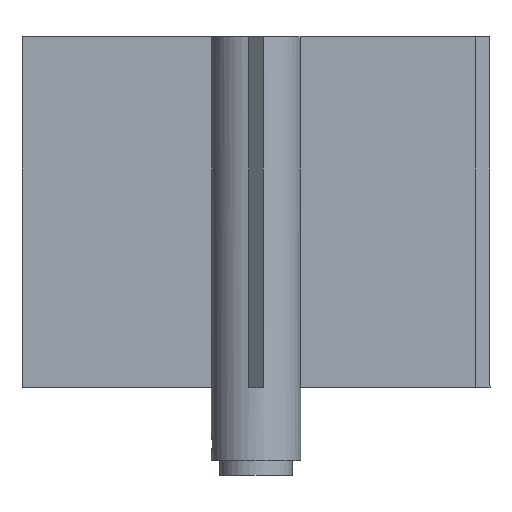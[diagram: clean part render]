
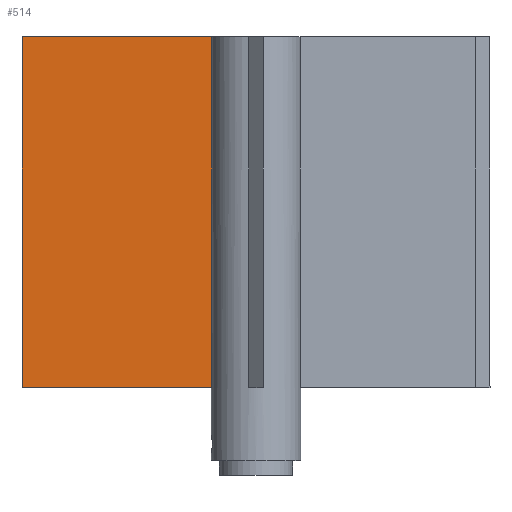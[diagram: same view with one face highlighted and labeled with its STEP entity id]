
A CAD part, left-side view. The second image highlights one B-rep face of the part: STEP entity #514.
In plain terms, the highlighted planar face has unit normal (-1, 0, 0).
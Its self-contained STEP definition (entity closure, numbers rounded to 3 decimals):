
#36=FACE_OUTER_BOUND('',#63,.T.);
#63=EDGE_LOOP('',(#345,#346,#347,#348));
#94=LINE('',#762,#144);
#97=LINE('',#768,#147);
#98=LINE('',#770,#148);
#99=LINE('',#771,#149);
#144=VECTOR('',#615,10.);
#147=VECTOR('',#620,10.);
#148=VECTOR('',#621,10.);
#149=VECTOR('',#622,10.);
#213=VERTEX_POINT('',#758);
#215=VERTEX_POINT('',#761);
#217=VERTEX_POINT('',#767);
#218=VERTEX_POINT('',#769);
#266=EDGE_CURVE('',#213,#215,#94,.T.);
#269=EDGE_CURVE('',#217,#213,#97,.T.);
#270=EDGE_CURVE('',#218,#217,#98,.T.);
#271=EDGE_CURVE('',#215,#218,#99,.T.);
#345=ORIENTED_EDGE('',*,*,#269,.F.);
#346=ORIENTED_EDGE('',*,*,#270,.F.);
#347=ORIENTED_EDGE('',*,*,#271,.F.);
#348=ORIENTED_EDGE('',*,*,#266,.F.);
#491=PLANE('',#558);
#514=ADVANCED_FACE('',(#36),#491,.T.);
#558=AXIS2_PLACEMENT_3D('',#766,#618,#619);
#615=DIRECTION('',(0.,-1.,0.));
#618=DIRECTION('center_axis',(-1.,0.,0.));
#619=DIRECTION('ref_axis',(0.,1.,0.));
#620=DIRECTION('',(0.,0.,1.));
#621=DIRECTION('',(0.,1.,0.));
#622=DIRECTION('',(0.,0.,-1.));
#758=CARTESIAN_POINT('',(-1.,-6.068,-12.));
#761=CARTESIAN_POINT('',(-1.,-32.,-12.));
#762=CARTESIAN_POINT('',(-1.,0.,-12.));
#766=CARTESIAN_POINT('Origin',(-1.,-32.,-12.));
#767=CARTESIAN_POINT('',(-1.,-6.068,-60.));
#768=CARTESIAN_POINT('',(-1.,-6.068,-2.));
#769=CARTESIAN_POINT('',(-1.,-32.,-60.));
#770=CARTESIAN_POINT('',(-1.,0.,-60.));
#771=CARTESIAN_POINT('',(-1.,-32.,-12.));
